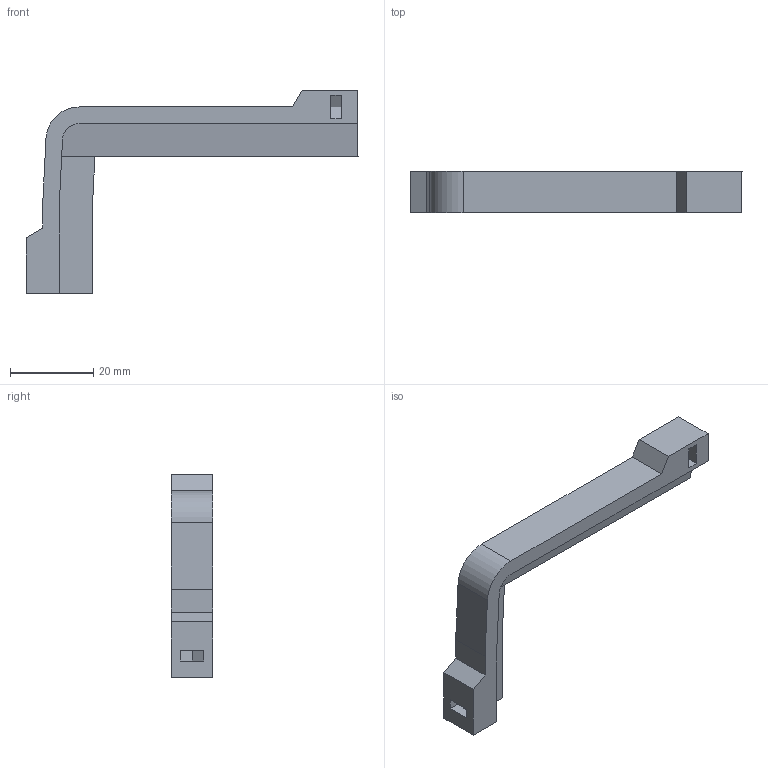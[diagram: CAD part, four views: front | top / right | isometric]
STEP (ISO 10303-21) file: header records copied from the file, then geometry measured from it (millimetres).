
FILE_DESCRIPTION (( 'STEP AP203' ), '1' );
FILE_NAME ('TR_PSU_mount_front_Leicke_24V_150W_v1_0.STEP', '2018-05-17T18:53:03', ( '' ), ( '' ), 'SwSTEP 2.0', 'SolidWorks 2017', '' );
FILE_SCHEMA (( 'CONFIG_CONTROL_DESIGN' ));
Length unit declared in the file: millimetre
Products named in the file (1): TR_PSU_mount_front_Leicke_24V_150W_v1_0
Bounding box: 80 x 10 x 49 mm (x, y, z)
Volume: 9021.6 mm3; surface area: 5528.8 mm2
Topology: 1 solids, 1 shells, 43 faces, 110 edges, 73 vertices
Faces by surface type: plane 33, cylinder 10
Entity records: 1380 total; most frequent: CARTESIAN_POINT 230, ORIENTED_EDGE 220, DIRECTION 216, EDGE_CURVE 110, LINE 90, VECTOR 90, VERTEX_POINT 73, AXIS2_PLACEMENT_3D 63
